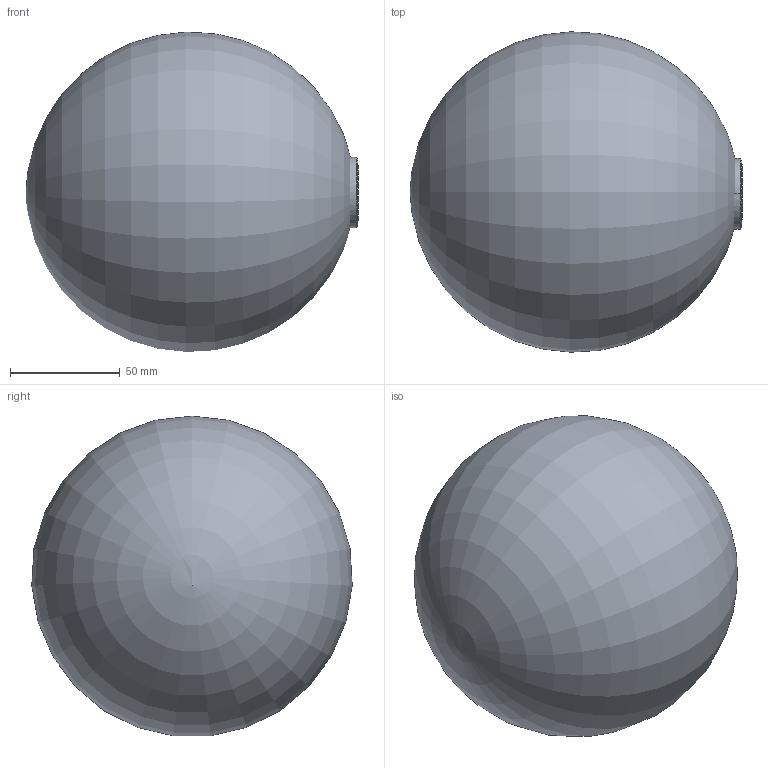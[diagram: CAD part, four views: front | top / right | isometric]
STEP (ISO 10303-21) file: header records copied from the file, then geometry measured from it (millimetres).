
FILE_DESCRIPTION (( 'STEP AP203' ), '1' );
FILE_NAME ('690138.STEP', '2025-12-17T01:33:30', ( 'Windows User' ), ( 'P R C' ), 'SwSTEP 2.0', 'SolidWorks 2020', '' );
FILE_SCHEMA (( 'CONFIG_CONTROL_DESIGN' ));
Length unit declared in the file: millimetre
Products named in the file (1): 690138
Bounding box: 150.97 x 145.7 x 145.45 mm (x, y, z)
Volume: 1610868.5 mm3; surface area: 88077.7 mm2
Topology: 2 solids, 4 shells, 811 faces, 2110 edges, 1395 vertices
Faces by surface type: bspline 367, plane 261, cylinder 151, cone 31, torus 1
Full cylindrical faces by diameter (mm): 24 x1, 24.8 x2, 26.749 x1, 29.8 x4, 30.5 x1, 31.4 x1
Entity records: 71427 total; most frequent: CARTESIAN_POINT 54645, ORIENTED_EDGE 4176, DIRECTION 2181, EDGE_CURVE 2088, VERTEX_POINT 1392, B_SPLINE_CURVE_WITH_KNOTS 1214, EDGE_LOOP 924, AXIS2_PLACEMENT_3D 868
